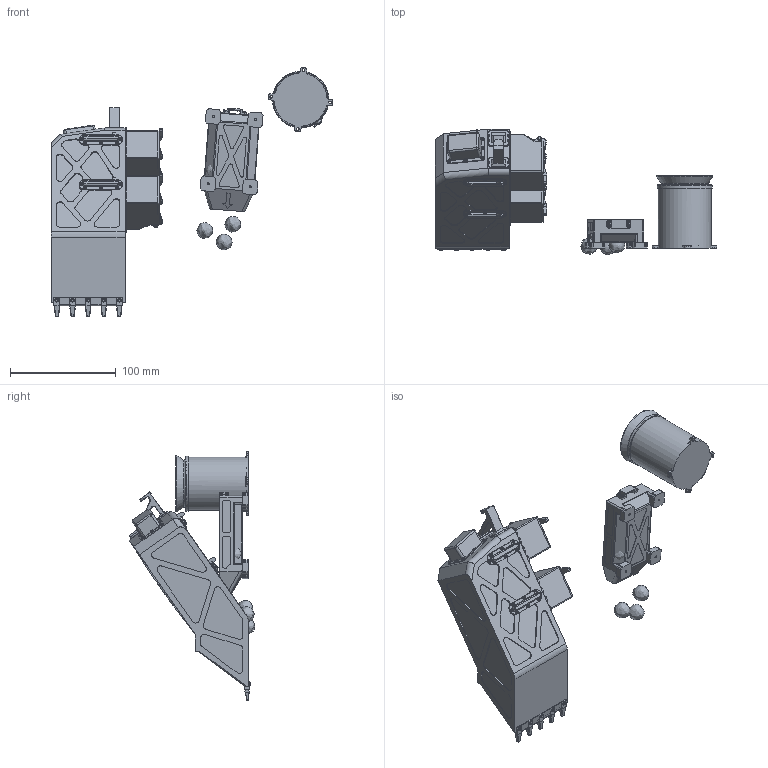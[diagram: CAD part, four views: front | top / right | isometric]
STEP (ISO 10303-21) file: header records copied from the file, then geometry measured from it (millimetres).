
FILE_DESCRIPTION(/* description */ (''),/* implementation_level */ '2;1');
FILE_NAME(/* name */ 'ASSEMBLY_Main.stp',/* time_stamp */ '2024-11-30T16:02:27+01:00',/* author */ ('User'),/* organization */ (''),/* preprocessor_version */ 'ST-DEVELOPER v20',/* originating_system */ 'Autodesk Inventor 2025',/* authorisation */ '');
FILE_SCHEMA (('AUTOMOTIVE_DESIGN { 1 0 10303 214 3 1 1 }'));
Products named in the file (33): ASSEMBLY_Main; CNCM_ALU_Sorting_shovel_base_plate; CNCM_ALU_Second_sieve; CNCM_ALU_First_sieve; CNCM_ALU_First_barrier; CNCM_ALU_Sorting_shovel_top_plate; ASSEMBLY_Vibration_module; CNCM_ALU_Vibration_module_cover; ASSEMBLY_Regolith_level_sensor_with_screws; ASSEMBLY_Regolith_level_sensor; CNCT_STEEL_M1,6x3_Screw; ASSEMBLY_Bucket_tooth; CNCT_STEEL_Bucket_tooth_mounting_pin; CNCM_TITANIUM_Bucket_Tooth; CNCM_ALU_Visual_inspection_tray_hook; ASSEMBLY_Outlet_channel_2; CNCM_ALU_Outlet_channel_door; ASSEMBLY_Outlet_channel_1; CNCM_ALU_Outlet_channel_door_1; CNCM_ALU_Outlet_channel; CNCT_STEEL_Outlet_door_hinge_pin; CUT_STEEL_Outlet_channel_door_spring; ASSEMBLY_Regolith_Container; ASSEMBLY_Regolith_container_level_sensor; CNCM_ALU_Regolith_container; CNCM_ALU_Regolith_container_funnel; CNCT_STEEL_M1,6x2_Screw; ASSEMBLY_Visual_inspection_tray; CNCM_ALU_Visual_inspection_tray; CNCM_ALU_Visual_inspection_tray_leg_holder; CNCM_ALU_Visial_inspection_tray_bucket_mount; CNCT_STEEL_M1,6x3,5_Screw; OTH_15mm_rock
Assembly tree (77 placements, depth 3):
  ASSEMBLY_Main
    CNCM_ALU_Sorting_shovel_base_plate
    CNCM_ALU_Second_sieve
    CNCM_ALU_First_barrier  x2
    CNCM_ALU_First_sieve
    CNCM_ALU_Sorting_shovel_top_plate
    ASSEMBLY_Vibration_module
      CNCM_ALU_Vibration_module_cover
      CNCT_STEEL_M1,6x3_Screw  x8
    ASSEMBLY_Regolith_level_sensor_with_screws  x2
      ASSEMBLY_Regolith_level_sensor
      CNCT_STEEL_M1,6x3_Screw
    ASSEMBLY_Bucket_tooth
      CNCT_STEEL_Bucket_tooth_mounting_pin  x5
      CNCM_TITANIUM_Bucket_Tooth
    CNCM_ALU_Visual_inspection_tray_hook
    ASSEMBLY_Outlet_channel_2
      CNCM_ALU_Outlet_channel_door
      CNCM_ALU_Outlet_channel
      CNCT_STEEL_Outlet_door_hinge_pin
      CUT_STEEL_Outlet_channel_door_spring
    ASSEMBLY_Outlet_channel_1
      CNCM_ALU_Outlet_channel_door_1
      CNCM_ALU_Outlet_channel
      CNCT_STEEL_Outlet_door_hinge_pin
      CUT_STEEL_Outlet_channel_door_spring
    ASSEMBLY_Regolith_Container
      ASSEMBLY_Regolith_container_level_sensor
      CNCM_ALU_Regolith_container
      CNCM_ALU_Regolith_container_funnel
      CNCT_STEEL_M1,6x2_Screw  x6
      OTH_15mm_rock  x7
    ASSEMBLY_Visual_inspection_tray
      CNCM_ALU_Visual_inspection_tray
      CNCM_ALU_Visual_inspection_tray_leg_holder  x4
      CNCM_ALU_Visial_inspection_tray_bucket_mount
      CNCT_STEEL_M1,6x3,5_Screw  x4
    OTH_15mm_rock  x4
Bounding box: 266.65 x 118.95 x 235.8 mm (x, y, z)
Volume: 165860.3 mm3; surface area: 189314.6 mm2
Topology: 78 solids, 78 shells, 2906 faces, 7201 edges, 4562 vertices
Faces by surface type: plane 1389, cylinder 1170, cone 136, bspline 121, torus 84, sphere 6
Full cylindrical faces by diameter (mm): 1 x4, 1.5 x15, 1.6 x102, 2 x32, 2.5 x4, 3 x40, 3.5 x14, 5.5 x2, 6 x2, 10 x17, 20 x4, 40 x1, 48 x1, 52 x1
Entity records: 63675 total; most frequent: CARTESIAN_POINT 14795, DIRECTION 10122, ORIENTED_EDGE 9826, EDGE_CURVE 4913, AXIS2_PLACEMENT_3D 3526, VERTEX_POINT 3143, LINE 3070, VECTOR 3070
